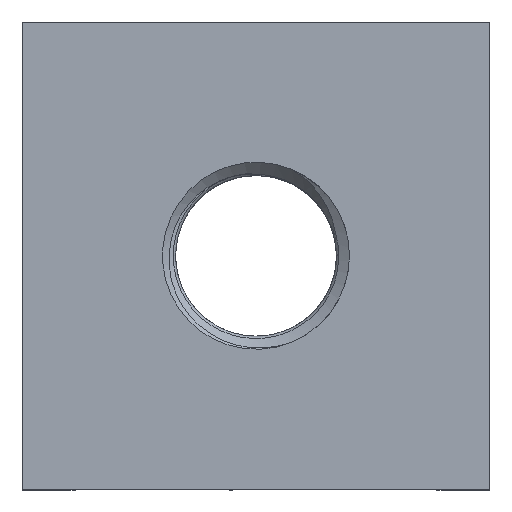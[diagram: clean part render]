
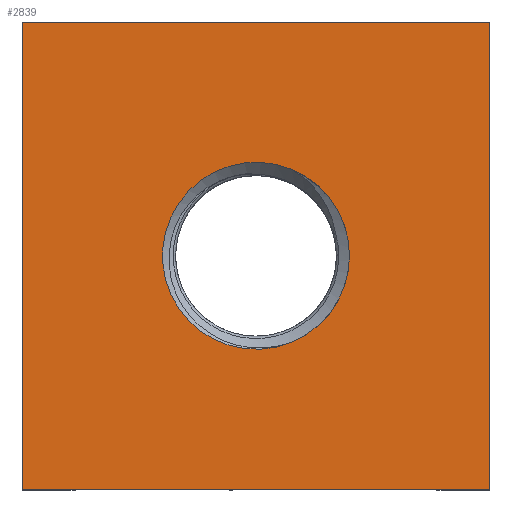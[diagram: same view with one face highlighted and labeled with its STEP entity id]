
A CAD part, top view. The second image highlights one B-rep face of the part: STEP entity #2839.
In plain terms, the highlighted planar face has unit normal (0, 0, 1).
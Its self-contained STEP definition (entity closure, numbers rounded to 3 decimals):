
#156=PLANE('',#3005);
#494=LINE('',#6110,#857);
#500=LINE('',#6118,#863);
#506=LINE('',#6126,#869);
#512=LINE('',#6134,#875);
#857=VECTOR('',#3633,1000.);
#863=VECTOR('',#3641,1000.);
#869=VECTOR('',#3649,1000.);
#875=VECTOR('',#3657,1000.);
#903=CIRCLE('',#2855,2.);
#906=CIRCLE('',#2862,2.);
#1591=ORIENTED_EDGE('',*,*,#2084,.T.);
#1592=ORIENTED_EDGE('',*,*,#2078,.T.);
#1593=ORIENTED_EDGE('',*,*,#2072,.T.);
#1594=ORIENTED_EDGE('',*,*,#2066,.T.);
#1595=ORIENTED_EDGE('',*,*,#1702,.T.);
#1596=ORIENTED_EDGE('',*,*,#1718,.F.);
#1702=EDGE_CURVE('',#2093,#2097,#903,.T.);
#1718=EDGE_CURVE('',#2093,#2097,#906,.T.);
#2066=EDGE_CURVE('',#2342,#2341,#494,.T.);
#2072=EDGE_CURVE('',#2343,#2342,#500,.T.);
#2078=EDGE_CURVE('',#2344,#2343,#506,.T.);
#2084=EDGE_CURVE('',#2341,#2344,#512,.T.);
#2093=VERTEX_POINT('',#3687);
#2097=VERTEX_POINT('',#3711);
#2341=VERTEX_POINT('',#6109);
#2342=VERTEX_POINT('',#6111);
#2343=VERTEX_POINT('',#6119);
#2344=VERTEX_POINT('',#6127);
#2514=EDGE_LOOP('',(#1591,#1592,#1593,#1594));
#2515=EDGE_LOOP('',(#1595,#1596));
#2675=FACE_BOUND('',#2514,.T.);
#2676=FACE_BOUND('',#2515,.T.);
#2839=ADVANCED_FACE('',(#2675,#2676),#156,.T.);
#2855=AXIS2_PLACEMENT_3D('',#3712,#3011,#3012);
#2862=AXIS2_PLACEMENT_3D('',#4407,#3029,#3030);
#3005=AXIS2_PLACEMENT_3D('',#6147,#3674,#3675);
#3011=DIRECTION('',(0.,0.,-1.));
#3012=DIRECTION('',(-1.,0.,0.));
#3029=DIRECTION('',(0.,0.,1.));
#3030=DIRECTION('',(1.,0.,0.));
#3633=DIRECTION('',(-1.,0.,0.));
#3641=DIRECTION('',(0.,1.,0.));
#3649=DIRECTION('',(1.,0.,0.));
#3657=DIRECTION('',(0.,-1.,0.));
#3674=DIRECTION('',(0.,0.,1.));
#3675=DIRECTION('',(1.,0.,0.));
#3687=CARTESIAN_POINT('',(0.761,-1.85,3.));
#3711=CARTESIAN_POINT('',(0.761,1.85,3.));
#3712=CARTESIAN_POINT('',(0.,0.,3.));
#4407=CARTESIAN_POINT('',(0.,0.,3.));
#6109=CARTESIAN_POINT('',(-5.,5.,3.));
#6110=CARTESIAN_POINT('',(5.,5.,3.));
#6111=CARTESIAN_POINT('',(5.,5.,3.));
#6118=CARTESIAN_POINT('',(5.,-5.,3.));
#6119=CARTESIAN_POINT('',(5.,-5.,3.));
#6126=CARTESIAN_POINT('',(-5.,-5.,3.));
#6127=CARTESIAN_POINT('',(-5.,-5.,3.));
#6134=CARTESIAN_POINT('',(-5.,5.,3.));
#6147=CARTESIAN_POINT('',(0.,0.,3.));
